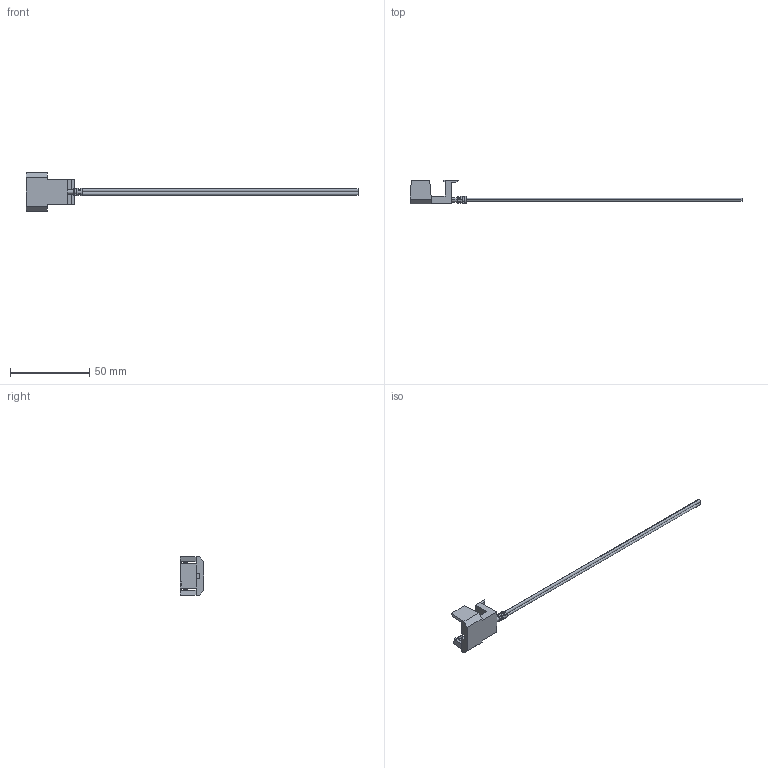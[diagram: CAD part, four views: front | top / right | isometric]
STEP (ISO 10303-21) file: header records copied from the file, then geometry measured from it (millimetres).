
FILE_DESCRIPTION (( 'STEP AP214' ), '1' );
FILE_NAME ('ZA5350B.STEP', '2020-02-12T23:26:19', ( '' ), ( '' ), 'SwSTEP 2.0', 'SolidWorks 2017', '' );
FILE_SCHEMA (( 'AUTOMOTIVE_DESIGN' ));
Length unit declared in the file: millimetre
Products named in the file (1): ZA5350B
Bounding box: 209.87 x 14.91 x 24.28 mm (x, y, z)
Volume: 4969.7 mm3; surface area: 5112.3 mm2
Topology: 5 solids, 5 shells, 151 faces, 364 edges, 231 vertices
Faces by surface type: plane 126, cylinder 25
Entity records: 4390 total; most frequent: CARTESIAN_POINT 747, DIRECTION 730, ORIENTED_EDGE 728, EDGE_CURVE 364, LINE 302, VECTOR 302, VERTEX_POINT 231, AXIS2_PLACEMENT_3D 214
